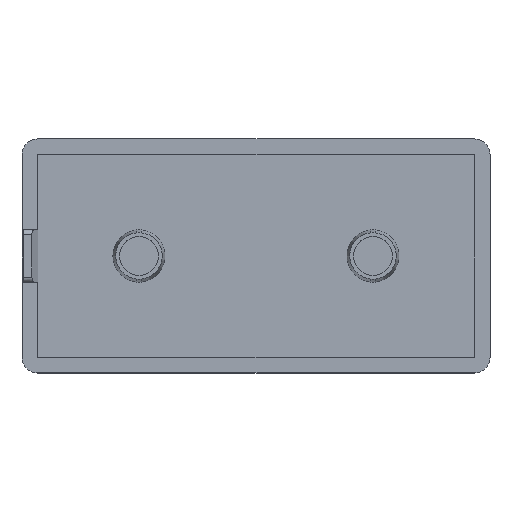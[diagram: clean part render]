
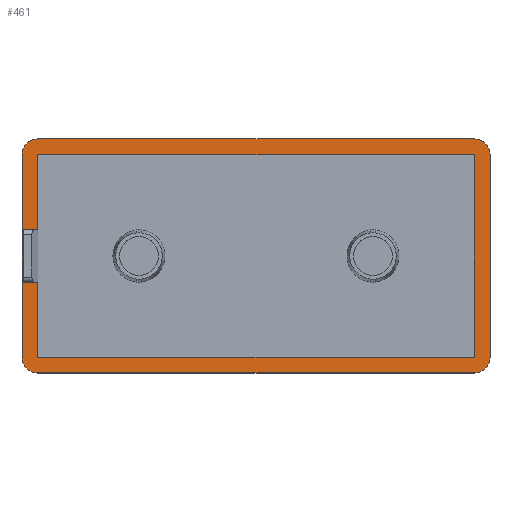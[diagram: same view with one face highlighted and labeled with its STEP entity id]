
A CAD part, top view. The second image highlights one B-rep face of the part: STEP entity #461.
In plain terms, the highlighted planar face has unit normal (0, 0, 1).
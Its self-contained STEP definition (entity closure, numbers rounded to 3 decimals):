
#1 = CARTESIAN_POINT ( 'NONE',  ( -19.5, 19.5, 4. ) ) ;
#35 = VERTEX_POINT ( 'NONE', #1610 ) ;
#40 = AXIS2_PLACEMENT_3D ( 'NONE', #163, #1107, #818 ) ;
#56 = CARTESIAN_POINT ( 'NONE',  ( 64.5, 19.5, 4. ) ) ;
#140 = DIRECTION ( 'NONE',  ( 0., -1., 0. ) ) ;
#145 = AXIS2_PLACEMENT_3D ( 'NONE', #558, #378, #196 ) ;
#163 = CARTESIAN_POINT ( 'NONE',  ( 64.5, 19.5, 4. ) ) ;
#196 = DIRECTION ( 'NONE',  ( 1., 0., 0. ) ) ;
#210 = AXIS2_PLACEMENT_3D ( 'NONE', #1361, #1087, #939 ) ;
#245 = DIRECTION ( 'NONE',  ( 0., 1., 0. ) ) ;
#315 = AXIS2_PLACEMENT_3D ( 'NONE', #1955, #1823, #1817 ) ;
#327 = VERTEX_POINT ( 'NONE', #1366 ) ;
#330 = CARTESIAN_POINT ( 'NONE',  ( -19.5, -22.5, 4. ) ) ;
#378 = DIRECTION ( 'NONE',  ( 0., 0., 1. ) ) ;
#409 = VECTOR ( 'NONE', #245, 1000. ) ;
#414 = LINE ( 'NONE', #56, #409 ) ;
#443 = DIRECTION ( 'NONE',  ( 1., 0., 0. ) ) ;
#450 = EDGE_CURVE ( 'NONE', #1510, #1734, #1896, .T. ) ;
#461 = ADVANCED_FACE ( 'NONE', ( #1856, #1836 ), #1744, .T. ) ;
#462 = VECTOR ( 'NONE', #1062, 1000. ) ;
#481 = VERTEX_POINT ( 'NONE', #1795 ) ;
#487 = EDGE_CURVE ( 'NONE', #1734, #1077, #1806, .T. ) ;
#500 = LINE ( 'NONE', #1212, #462 ) ;
#552 = CARTESIAN_POINT ( 'NONE',  ( -22.2, -5.05, 4. ) ) ;
#558 = CARTESIAN_POINT ( 'NONE',  ( 64.5, -19.5, 4. ) ) ;
#570 = VECTOR ( 'NONE', #140, 1000. ) ;
#599 = LINE ( 'NONE', #853, #570 ) ;
#633 = AXIS2_PLACEMENT_3D ( 'NONE', #1726, #1721, #1715 ) ;
#654 = DIRECTION ( 'NONE',  ( 1., 0., 0. ) ) ;
#668 = VECTOR ( 'NONE', #1177, 1000. ) ;
#674 = LINE ( 'NONE', #1, #668 ) ;
#688 = CARTESIAN_POINT ( 'NONE',  ( 67.5, -19.5, 4. ) ) ;
#755 = CARTESIAN_POINT ( 'NONE',  ( -19.5, 22.5, 4. ) ) ;
#766 = VECTOR ( 'NONE', #654, 1000. ) ;
#795 = VERTEX_POINT ( 'NONE', #1982 ) ;
#809 = CIRCLE ( 'NONE', #40, 3. ) ;
#818 = DIRECTION ( 'NONE',  ( 1., 0., 0. ) ) ;
#821 = EDGE_LOOP ( 'NONE', ( #1889, #1892, #1893, #1905, #1910, #1916, #1931, #1935 ) ) ;
#824 = VECTOR ( 'NONE', #1031, 1000. ) ;
#828 = LINE ( 'NONE', #1938, #766 ) ;
#850 = LINE ( 'NONE', #1159, #824 ) ;
#853 = CARTESIAN_POINT ( 'NONE',  ( -19.5, 19.5, 4. ) ) ;
#932 = CARTESIAN_POINT ( 'NONE',  ( 67.5, 5.05, 4. ) ) ;
#939 = DIRECTION ( 'NONE',  ( 1., 0., 0. ) ) ;
#941 = VECTOR ( 'NONE', #443, 1000. ) ;
#944 = LINE ( 'NONE', #932, #941 ) ;
#960 = CIRCLE ( 'NONE', #145, 3. ) ;
#991 = DIRECTION ( 'NONE',  ( 0., -1., 0. ) ) ;
#998 = DIRECTION ( 'NONE',  ( -1., 0., 0. ) ) ;
#1011 = VECTOR ( 'NONE', #1904, 1000. ) ;
#1031 = DIRECTION ( 'NONE',  ( 0., 1., 0. ) ) ;
#1048 = CARTESIAN_POINT ( 'NONE',  ( -22.5, 19.5, 4. ) ) ;
#1053 = LINE ( 'NONE', #1912, #1011 ) ;
#1062 = DIRECTION ( 'NONE',  ( -1., 0., 0. ) ) ;
#1071 = CIRCLE ( 'NONE', #210, 3. ) ;
#1072 = VERTEX_POINT ( 'NONE', #1690 ) ;
#1077 = VERTEX_POINT ( 'NONE', #1809 ) ;
#1087 = DIRECTION ( 'NONE',  ( 0., 0., 1. ) ) ;
#1092 = CARTESIAN_POINT ( 'NONE',  ( -19.5, 5.05, 4. ) ) ;
#1098 = LINE ( 'NONE', #1275, #1117 ) ;
#1107 = DIRECTION ( 'NONE',  ( 0., 0., 1. ) ) ;
#1117 = VECTOR ( 'NONE', #991, 1000. ) ;
#1123 = VERTEX_POINT ( 'NONE', #1288 ) ;
#1138 = CIRCLE ( 'NONE', #315, 3. ) ;
#1141 = VECTOR ( 'NONE', #998, 1000. ) ;
#1159 = CARTESIAN_POINT ( 'NONE',  ( 67.5, 22.5, 4. ) ) ;
#1166 = LINE ( 'NONE', #1293, #1141 ) ;
#1177 = DIRECTION ( 'NONE',  ( 0., -1., 0. ) ) ;
#1196 = VERTEX_POINT ( 'NONE', #688 ) ;
#1212 = CARTESIAN_POINT ( 'NONE',  ( -19.5, 19.5, 4. ) ) ;
#1259 = EDGE_CURVE ( 'NONE', #1123, #1544, #1166, .T. ) ;
#1275 = CARTESIAN_POINT ( 'NONE',  ( -22.5, 22.5, 4. ) ) ;
#1288 = CARTESIAN_POINT ( 'NONE',  ( 64.5, 22.5, 4. ) ) ;
#1293 = CARTESIAN_POINT ( 'NONE',  ( -22.5, 22.5, 4. ) ) ;
#1307 = EDGE_CURVE ( 'NONE', #1544, #1538, #1138, .T. ) ;
#1359 = EDGE_CURVE ( 'NONE', #1538, #795, #1098, .T. ) ;
#1361 = CARTESIAN_POINT ( 'NONE',  ( -19.5, -19.5, 4. ) ) ;
#1366 = CARTESIAN_POINT ( 'NONE',  ( -19.5, -19.5, 4. ) ) ;
#1384 = EDGE_CURVE ( 'NONE', #795, #1812, #1071, .T. ) ;
#1422 = EDGE_CURVE ( 'NONE', #1812, #481, #1053, .T. ) ;
#1430 = VERTEX_POINT ( 'NONE', #1782 ) ;
#1464 = VERTEX_POINT ( 'NONE', #1667 ) ;
#1480 = CARTESIAN_POINT ( 'NONE',  ( -19.5, -5.05, 4. ) ) ;
#1492 = EDGE_CURVE ( 'NONE', #1077, #1499, #944, .T. ) ;
#1497 = EDGE_CURVE ( 'NONE', #481, #1196, #960, .T. ) ;
#1499 = VERTEX_POINT ( 'NONE', #1092 ) ;
#1510 = VERTEX_POINT ( 'NONE', #1480 ) ;
#1538 = VERTEX_POINT ( 'NONE', #1048 ) ;
#1544 = VERTEX_POINT ( 'NONE', #755 ) ;
#1594 = EDGE_CURVE ( 'NONE', #1196, #1464, #850, .T. ) ;
#1610 = CARTESIAN_POINT ( 'NONE',  ( 64.5, 19.5, 4. ) ) ;
#1619 = EDGE_CURVE ( 'NONE', #1464, #1123, #809, .T. ) ;
#1622 = DIRECTION ( 'NONE',  ( 0., 1., 0. ) ) ;
#1627 = CARTESIAN_POINT ( 'NONE',  ( -22.2, 22.5, 4. ) ) ;
#1649 = EDGE_CURVE ( 'NONE', #327, #1072, #828, .T. ) ;
#1667 = CARTESIAN_POINT ( 'NONE',  ( 67.5, 19.5, 4. ) ) ;
#1690 = CARTESIAN_POINT ( 'NONE',  ( 64.5, -19.5, 4. ) ) ;
#1703 = EDGE_CURVE ( 'NONE', #1510, #327, #674, .T. ) ;
#1715 = DIRECTION ( 'NONE',  ( 1., 0., 0. ) ) ;
#1721 = DIRECTION ( 'NONE',  ( 0., 0., 1. ) ) ;
#1726 = CARTESIAN_POINT ( 'NONE',  ( 67.5, 22.5, 4. ) ) ;
#1734 = VERTEX_POINT ( 'NONE', #552 ) ;
#1744 = PLANE ( 'NONE',  #633 ) ;
#1781 = EDGE_CURVE ( 'NONE', #1430, #1499, #599, .T. ) ;
#1782 = CARTESIAN_POINT ( 'NONE',  ( -19.5, 19.5, 4. ) ) ;
#1795 = CARTESIAN_POINT ( 'NONE',  ( 64.5, -22.5, 4. ) ) ;
#1806 = LINE ( 'NONE', #1627, #1813 ) ;
#1807 = ORIENTED_EDGE ( 'NONE', *, *, #1259, .T. ) ;
#1809 = CARTESIAN_POINT ( 'NONE',  ( -22.2, 5.05, 4. ) ) ;
#1812 = VERTEX_POINT ( 'NONE', #330 ) ;
#1813 = VECTOR ( 'NONE', #1622, 1000. ) ;
#1817 = DIRECTION ( 'NONE',  ( 1., 0., 0. ) ) ;
#1823 = DIRECTION ( 'NONE',  ( 0., 0., 1. ) ) ;
#1836 = FACE_BOUND ( 'NONE', #821, .T. ) ;
#1845 = ORIENTED_EDGE ( 'NONE', *, *, #1307, .T. ) ;
#1848 = ORIENTED_EDGE ( 'NONE', *, *, #1359, .T. ) ;
#1855 = ORIENTED_EDGE ( 'NONE', *, *, #1384, .T. ) ;
#1856 = FACE_OUTER_BOUND ( 'NONE', #1918, .T. ) ;
#1857 = ORIENTED_EDGE ( 'NONE', *, *, #1422, .T. ) ;
#1869 = ORIENTED_EDGE ( 'NONE', *, *, #1497, .T. ) ;
#1874 = EDGE_CURVE ( 'NONE', #35, #1430, #500, .T. ) ;
#1875 = ORIENTED_EDGE ( 'NONE', *, *, #1594, .T. ) ;
#1878 = ORIENTED_EDGE ( 'NONE', *, *, #1619, .T. ) ;
#1881 = CARTESIAN_POINT ( 'NONE',  ( 67.5, -5.05, 4. ) ) ;
#1886 = DIRECTION ( 'NONE',  ( -1., 0., 0. ) ) ;
#1889 = ORIENTED_EDGE ( 'NONE', *, *, #1703, .F. ) ;
#1892 = ORIENTED_EDGE ( 'NONE', *, *, #450, .T. ) ;
#1893 = ORIENTED_EDGE ( 'NONE', *, *, #487, .T. ) ;
#1896 = LINE ( 'NONE', #1881, #1922 ) ;
#1903 = EDGE_CURVE ( 'NONE', #1072, #35, #414, .T. ) ;
#1904 = DIRECTION ( 'NONE',  ( 1., 0., 0. ) ) ;
#1905 = ORIENTED_EDGE ( 'NONE', *, *, #1492, .T. ) ;
#1910 = ORIENTED_EDGE ( 'NONE', *, *, #1781, .F. ) ;
#1912 = CARTESIAN_POINT ( 'NONE',  ( -22.5, -22.5, 4. ) ) ;
#1916 = ORIENTED_EDGE ( 'NONE', *, *, #1874, .F. ) ;
#1918 = EDGE_LOOP ( 'NONE', ( #1807, #1845, #1848, #1855, #1857, #1869, #1875, #1878 ) ) ;
#1922 = VECTOR ( 'NONE', #1886, 1000. ) ;
#1931 = ORIENTED_EDGE ( 'NONE', *, *, #1903, .F. ) ;
#1935 = ORIENTED_EDGE ( 'NONE', *, *, #1649, .F. ) ;
#1938 = CARTESIAN_POINT ( 'NONE',  ( -19.5, -19.5, 4. ) ) ;
#1955 = CARTESIAN_POINT ( 'NONE',  ( -19.5, 19.5, 4. ) ) ;
#1982 = CARTESIAN_POINT ( 'NONE',  ( -22.5, -19.5, 4. ) ) ;
